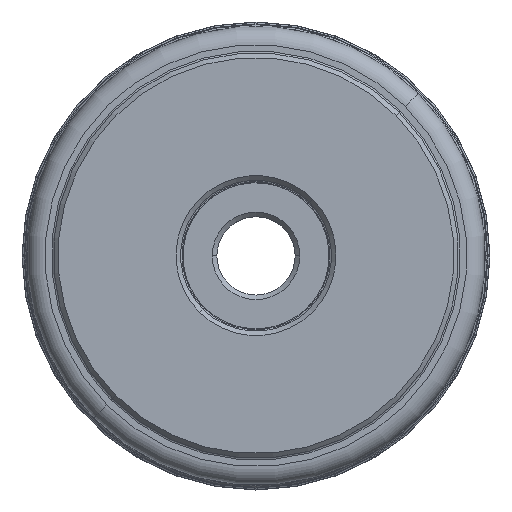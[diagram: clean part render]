
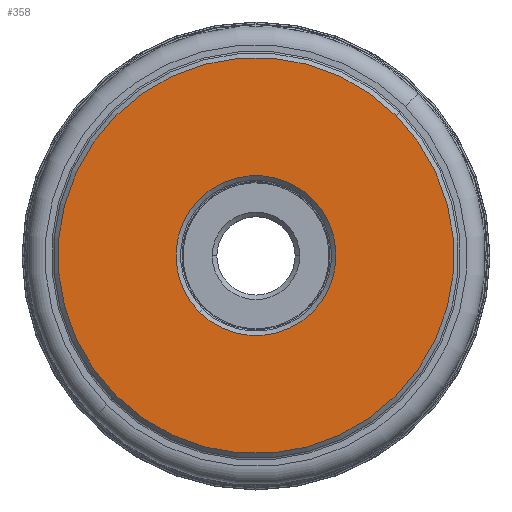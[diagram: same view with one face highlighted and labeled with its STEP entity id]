
A CAD part, top view. The second image highlights one B-rep face of the part: STEP entity #358.
In plain terms, the highlighted planar face has unit normal (0, 0, 1).
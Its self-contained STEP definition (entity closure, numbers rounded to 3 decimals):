
#358=ADVANCED_FACE('',(#402,#403),#381,.F.);
#381=PLANE('',#2368);
#402=FACE_BOUND('',#517,.T.);
#403=FACE_BOUND('',#518,.T.);
#517=EDGE_LOOP('',(#997,#998,#999,#1000));
#518=EDGE_LOOP('',(#1001,#1002,#1003,#1004));
#997=ORIENTED_EDGE('',*,*,#1485,.F.);
#998=ORIENTED_EDGE('',*,*,#1491,.F.);
#999=ORIENTED_EDGE('',*,*,#1490,.F.);
#1000=ORIENTED_EDGE('',*,*,#1486,.F.);
#1001=ORIENTED_EDGE('',*,*,#1492,.F.);
#1002=ORIENTED_EDGE('',*,*,#1493,.F.);
#1003=ORIENTED_EDGE('',*,*,#1494,.F.);
#1004=ORIENTED_EDGE('',*,*,#1495,.F.);
#1223=VERTEX_POINT('',#3977);
#1224=VERTEX_POINT('',#3979);
#1225=VERTEX_POINT('',#3981);
#1227=VERTEX_POINT('',#3988);
#1228=VERTEX_POINT('',#3992);
#1229=VERTEX_POINT('',#3993);
#1230=VERTEX_POINT('',#3995);
#1231=VERTEX_POINT('',#3997);
#1485=EDGE_CURVE('',#1223,#1224,#1730,.T.);
#1486=EDGE_CURVE('',#1224,#1225,#1731,.T.);
#1490=EDGE_CURVE('',#1225,#1227,#1734,.T.);
#1491=EDGE_CURVE('',#1227,#1223,#1735,.T.);
#1492=EDGE_CURVE('',#1228,#1229,#1736,.T.);
#1493=EDGE_CURVE('',#1230,#1228,#1737,.T.);
#1494=EDGE_CURVE('',#1231,#1230,#1738,.T.);
#1495=EDGE_CURVE('',#1229,#1231,#1739,.T.);
#1730=CIRCLE('',#2356,43.);
#1731=CIRCLE('',#2357,43.);
#1734=CIRCLE('',#2361,43.);
#1735=CIRCLE('',#2362,43.);
#1736=CIRCLE('',#2364,17.375);
#1737=CIRCLE('',#2365,17.375);
#1738=CIRCLE('',#2366,17.375);
#1739=CIRCLE('',#2367,17.375);
#2356=AXIS2_PLACEMENT_3D('',#3978,#3013,#3014);
#2357=AXIS2_PLACEMENT_3D('',#3980,#3015,#3016);
#2361=AXIS2_PLACEMENT_3D('',#3987,#3024,#3025);
#2362=AXIS2_PLACEMENT_3D('',#3989,#3026,#3027);
#2364=AXIS2_PLACEMENT_3D('',#3991,#3030,#3031);
#2365=AXIS2_PLACEMENT_3D('',#3994,#3032,#3033);
#2366=AXIS2_PLACEMENT_3D('',#3996,#3034,#3035);
#2367=AXIS2_PLACEMENT_3D('',#3998,#3036,#3037);
#2368=AXIS2_PLACEMENT_3D('',#3999,#3038,#3039);
#3013=DIRECTION('',(0.,0.,-1.));
#3014=DIRECTION('',(-0.707,-0.707,0.));
#3015=DIRECTION('',(0.,0.,-1.));
#3016=DIRECTION('',(-0.707,0.707,0.));
#3024=DIRECTION('',(0.,0.,-1.));
#3025=DIRECTION('',(0.707,0.707,0.));
#3026=DIRECTION('',(0.,0.,-1.));
#3027=DIRECTION('',(0.707,-0.707,0.));
#3030=DIRECTION('',(0.,0.,1.));
#3031=DIRECTION('',(0.707,0.707,0.));
#3032=DIRECTION('',(0.,0.,1.));
#3033=DIRECTION('',(0.707,-0.707,0.));
#3034=DIRECTION('',(0.,0.,1.));
#3035=DIRECTION('',(-0.707,-0.707,0.));
#3036=DIRECTION('',(0.,0.,1.));
#3037=DIRECTION('',(-0.707,0.707,0.));
#3038=DIRECTION('',(0.,0.,-1.));
#3039=DIRECTION('',(0.707,0.707,0.));
#3977=CARTESIAN_POINT('',(-30.406,-30.406,0.));
#3978=CARTESIAN_POINT('',(0.,0.,0.));
#3979=CARTESIAN_POINT('',(-30.406,30.406,0.));
#3980=CARTESIAN_POINT('',(0.,0.,0.));
#3981=CARTESIAN_POINT('',(30.406,30.406,0.));
#3987=CARTESIAN_POINT('',(0.,0.,0.));
#3988=CARTESIAN_POINT('',(30.406,-30.406,0.));
#3989=CARTESIAN_POINT('',(0.,0.,0.));
#3991=CARTESIAN_POINT('',(0.,0.,0.));
#3992=CARTESIAN_POINT('',(12.286,12.286,0.));
#3993=CARTESIAN_POINT('',(-12.286,12.286,0.));
#3994=CARTESIAN_POINT('',(0.,0.,0.));
#3995=CARTESIAN_POINT('',(12.286,-12.286,0.));
#3996=CARTESIAN_POINT('',(0.,0.,0.));
#3997=CARTESIAN_POINT('',(-12.286,-12.286,0.));
#3998=CARTESIAN_POINT('',(0.,0.,0.));
#3999=CARTESIAN_POINT('',(0.,0.,0.));
